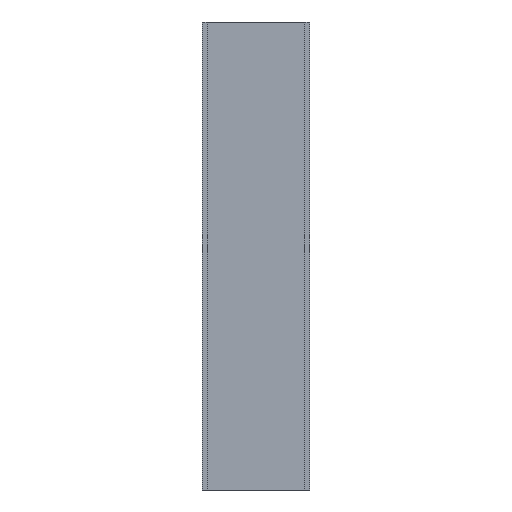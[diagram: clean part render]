
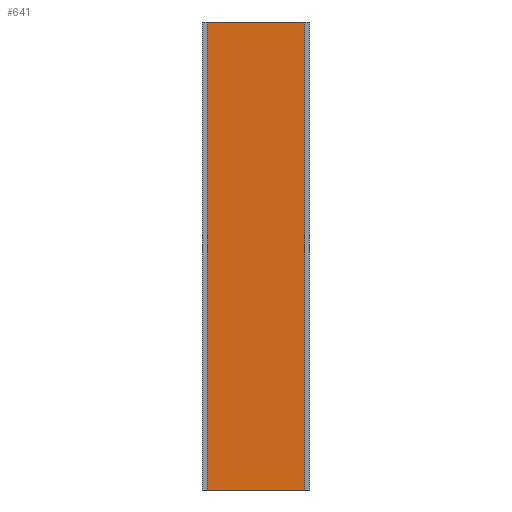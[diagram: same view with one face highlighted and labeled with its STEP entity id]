
A CAD part, front view. The second image highlights one B-rep face of the part: STEP entity #641.
In plain terms, the highlighted planar face has unit normal (0, -1, 0).
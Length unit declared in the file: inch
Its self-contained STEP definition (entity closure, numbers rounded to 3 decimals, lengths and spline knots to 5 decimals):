
#35=FACE_OUTER_BOUND('',#69,.T.);
#69=EDGE_LOOP('',(#475,#476,#477,#478));
#101=LINE('',#899,#197);
#116=LINE('',#929,#212);
#118=LINE('',#933,#214);
#119=LINE('',#934,#215);
#197=VECTOR('',#731,0.3937);
#212=VECTOR('',#752,0.3937);
#214=VECTOR('',#756,0.3937);
#215=VECTOR('',#757,0.3937);
#293=VERTEX_POINT('',#896);
#294=VERTEX_POINT('',#898);
#306=VERTEX_POINT('',#928);
#307=VERTEX_POINT('',#932);
#357=EDGE_CURVE('',#294,#293,#101,.T.);
#372=EDGE_CURVE('',#294,#306,#116,.T.);
#374=EDGE_CURVE('',#293,#307,#118,.T.);
#375=EDGE_CURVE('',#306,#307,#119,.T.);
#475=ORIENTED_EDGE('',*,*,#357,.T.);
#476=ORIENTED_EDGE('',*,*,#374,.T.);
#477=ORIENTED_EDGE('',*,*,#375,.F.);
#478=ORIENTED_EDGE('',*,*,#372,.F.);
#607=PLANE('',#695);
#641=ADVANCED_FACE('',(#35),#607,.T.);
#695=AXIS2_PLACEMENT_3D('',#931,#754,#755);
#731=DIRECTION('',(1.,0.,0.));
#752=DIRECTION('',(0.,0.,1.));
#754=DIRECTION('center_axis',(0.,-1.,0.));
#755=DIRECTION('ref_axis',(1.,0.,0.));
#756=DIRECTION('',(0.,0.,1.));
#757=DIRECTION('',(1.,0.,0.));
#896=CARTESIAN_POINT('',(2.5,-2.5,60.));
#898=CARTESIAN_POINT('',(-2.5,-2.5,60.));
#899=CARTESIAN_POINT('',(-1.25,-2.5,60.));
#928=CARTESIAN_POINT('',(-2.5,-2.5,84.));
#929=CARTESIAN_POINT('',(-2.5,-2.5,0.));
#931=CARTESIAN_POINT('Origin',(-2.5,-2.5,0.));
#932=CARTESIAN_POINT('',(2.5,-2.5,84.));
#933=CARTESIAN_POINT('',(2.5,-2.5,0.));
#934=CARTESIAN_POINT('',(2.5,-2.5,84.));
